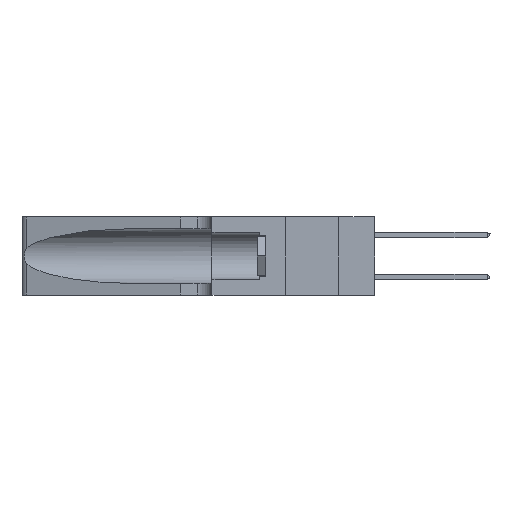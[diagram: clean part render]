
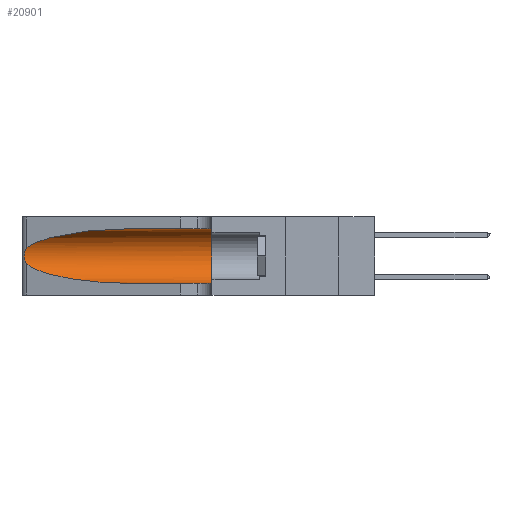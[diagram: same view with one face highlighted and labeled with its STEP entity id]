
A CAD part, left-side view. The second image highlights one B-rep face of the part: STEP entity #20901.
In plain terms, the highlighted cylindrical face has radius 3.308 mm (diameter 6.617 mm), a partial arc.
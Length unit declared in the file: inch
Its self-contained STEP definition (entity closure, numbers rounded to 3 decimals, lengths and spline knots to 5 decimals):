
#1115 = VERTEX_POINT ( 'NONE', #23083 ) ;
#1829 = EDGE_CURVE ( 'NONE', #44065, #4022, #24553, .T. ) ;
#2365 = CARTESIAN_POINT ( 'NONE',  ( 0.25487, 1.22718, 0.22369 ) ) ;
#3938 = CARTESIAN_POINT ( 'NONE',  ( 0.1305, 0.72297, 0.05475 ) ) ;
#4022 = VERTEX_POINT ( 'NONE', #21591 ) ;
#4596 = DIRECTION ( 'NONE',  ( 0., -1., 0. ) ) ;
#4824 = LINE ( 'NONE', #35470, #40276 ) ;
#6598 = EDGE_CURVE ( 'NONE', #11529, #26176, #20675, .T. ) ;
#7548 = AXIS2_PLACEMENT_3D ( 'NONE', #11548, #31826, #25698 ) ;
#8626 = CARTESIAN_POINT ( 'NONE',  ( 0.1305, 0.72297, 0.31525 ) ) ;
#8799 = CARTESIAN_POINT ( 'NONE',  ( 0.1305, 0.72297, 0.05475 ) ) ;
#11277 = ORIENTED_EDGE ( 'NONE', *, *, #39732, .T. ) ;
#11529 = VERTEX_POINT ( 'NONE', #28673 ) ;
#11548 = CARTESIAN_POINT ( 'NONE',  ( 0.1305, 1.61858, 0.185 ) ) ;
#12527 = DIRECTION ( 'NONE',  ( 0., 1., 0. ) ) ;
#12626 = CARTESIAN_POINT ( 'NONE',  ( 0.25487, 1.22718, 0.14631 ) ) ;
#13941 = ORIENTED_EDGE ( 'NONE', *, *, #37378, .T. ) ;
#14468 = ORIENTED_EDGE ( 'NONE', *, *, #6598, .T. ) ;
#15059 = CARTESIAN_POINT ( 'NONE',  ( 0.25555, 1.22994, 0.2215 ) ) ;
#15662 = CARTESIAN_POINT ( 'NONE',  ( 0.25639, 1.23186, 0.15144 ) ) ;
#16650 = ORIENTED_EDGE ( 'NONE', *, *, #1829, .T. ) ;
#16758 = VERTEX_POINT ( 'NONE', #35676 ) ;
#19395 = CARTESIAN_POINT ( 'NONE',  ( 0.26018, 1.23835, 0.19895 ) ) ;
#19523 = FACE_OUTER_BOUND ( 'NONE', #24875, .T. ) ;
#19539 = CARTESIAN_POINT ( 'NONE',  ( 0.25789, 1.23486, 0.15765 ) ) ;
#20523 = ORIENTED_EDGE ( 'NONE', *, *, #22548, .F. ) ;
#20675 =( BOUNDED_CURVE ( )  B_SPLINE_CURVE ( 3, ( #29728, #26543, #36084, #8799 ),
 .UNSPECIFIED., .F., .F. ) 
 B_SPLINE_CURVE_WITH_KNOTS ( ( 4, 4 ),
 ( 3.44316, 4.71239 ),
 .UNSPECIFIED. ) 
 CURVE ( )  GEOMETRIC_REPRESENTATION_ITEM ( )  RATIONAL_B_SPLINE_CURVE ( ( 1., 0.87, 0.87, 1. ) ) 
 REPRESENTATION_ITEM ( '' )  );
#20901 = ADVANCED_FACE ( 'NONE', ( #19523 ), #30820, .F. ) ;
#21077 = AXIS2_PLACEMENT_3D ( 'NONE', #22771, #12527, #39867 ) ;
#21591 = CARTESIAN_POINT ( 'NONE',  ( 0.25487, 1.22718, 0.22369 ) ) ;
#21789 = CARTESIAN_POINT ( 'NONE',  ( 0.25487, 1.22718, 0.22369 ) ) ;
#22548 = EDGE_CURVE ( 'NONE', #44065, #16758, #26363, .T. ) ;
#22771 = CARTESIAN_POINT ( 'NONE',  ( 0.1305, 0.35, 0.185 ) ) ;
#22877 = CARTESIAN_POINT ( 'NONE',  ( 0.25856, 1.23593, 0.16098 ) ) ;
#23083 = CARTESIAN_POINT ( 'NONE',  ( 0.1305, 0.35, 0.05475 ) ) ;
#24553 =( BOUNDED_CURVE ( )  B_SPLINE_CURVE ( 3, ( #8626, #28968, #36211, #2365 ),
 .UNSPECIFIED., .F., .F. ) 
 B_SPLINE_CURVE_WITH_KNOTS ( ( 4, 4 ),
 ( 1.5708, 2.84003 ),
 .UNSPECIFIED. ) 
 CURVE ( )  GEOMETRIC_REPRESENTATION_ITEM ( )  RATIONAL_B_SPLINE_CURVE ( ( 1., 0.87, 0.87, 1. ) ) 
 REPRESENTATION_ITEM ( '' )  );
#24875 = EDGE_LOOP ( 'NONE', ( #16650, #11277, #14468, #13941, #44198, #20523 ) ) ;
#25698 = DIRECTION ( 'NONE',  ( 0., 0., -1. ) ) ;
#26176 = VERTEX_POINT ( 'NONE', #3938 ) ;
#26363 = LINE ( 'NONE', #39349, #28519 ) ;
#26543 = CARTESIAN_POINT ( 'NONE',  ( 0.2373, 1.15595, 0.08982 ) ) ;
#28519 = VECTOR ( 'NONE', #42699, 39.37008 ) ;
#28673 = CARTESIAN_POINT ( 'NONE',  ( 0.25487, 1.22718, 0.14631 ) ) ;
#28968 = CARTESIAN_POINT ( 'NONE',  ( 0.18966, 0.96281, 0.31525 ) ) ;
#29728 = CARTESIAN_POINT ( 'NONE',  ( 0.25487, 1.22718, 0.14631 ) ) ;
#30820 = CYLINDRICAL_SURFACE ( 'NONE', #7548, 0.13025 ) ;
#31826 = DIRECTION ( 'NONE',  ( 0., -1., 0. ) ) ;
#33204 = CARTESIAN_POINT ( 'NONE',  ( 0.26075, 1.23896, 0.19203 ) ) ;
#33298 = EDGE_CURVE ( 'NONE', #16758, #1115, #42754, .T. ) ;
#35470 = CARTESIAN_POINT ( 'NONE',  ( 0.1305, 1.61858, 0.05475 ) ) ;
#35676 = CARTESIAN_POINT ( 'NONE',  ( 0.1305, 0.35, 0.31525 ) ) ;
#36016 = CARTESIAN_POINT ( 'NONE',  ( 0.25639, 1.23184, 0.21858 ) ) ;
#36084 = CARTESIAN_POINT ( 'NONE',  ( 0.18966, 0.96281, 0.05475 ) ) ;
#36211 = CARTESIAN_POINT ( 'NONE',  ( 0.2373, 1.15595, 0.28018 ) ) ;
#36453 = CARTESIAN_POINT ( 'NONE',  ( 0.26017, 1.23833, 0.17102 ) ) ;
#37247 = CARTESIAN_POINT ( 'NONE',  ( 0.1305, 0.72297, 0.31525 ) ) ;
#37378 = EDGE_CURVE ( 'NONE', #26176, #1115, #4824, .T. ) ;
#37434 = B_SPLINE_CURVE_WITH_KNOTS ( 'NONE', 3,
 ( #21789, #15059, #36016, #43005, #43447, #19395, #33204, #43595, #36453, #22877, #19539, #15662, #39967, #12626 ),
 .UNSPECIFIED., .F., .F.,
 ( 4, 2, 2, 2, 2, 2, 4 ),
 ( 0., 0.00027, 0.00053, 0.00107, 0.0016, 0.00187, 0.00214 ),
 .UNSPECIFIED. ) ;
#39349 = CARTESIAN_POINT ( 'NONE',  ( 0.1305, 1.61858, 0.31525 ) ) ;
#39732 = EDGE_CURVE ( 'NONE', #4022, #11529, #37434, .T. ) ;
#39867 = DIRECTION ( 'NONE',  ( 0., 0., 1. ) ) ;
#39967 = CARTESIAN_POINT ( 'NONE',  ( 0.25555, 1.22993, 0.14849 ) ) ;
#40276 = VECTOR ( 'NONE', #4596, 39.37008 ) ;
#42699 = DIRECTION ( 'NONE',  ( 0., -1., 0. ) ) ;
#42754 = CIRCLE ( 'NONE', #21077, 0.13025 ) ;
#43005 = CARTESIAN_POINT ( 'NONE',  ( 0.25787, 1.23484, 0.2124 ) ) ;
#43447 = CARTESIAN_POINT ( 'NONE',  ( 0.25854, 1.2359, 0.20912 ) ) ;
#43595 = CARTESIAN_POINT ( 'NONE',  ( 0.26075, 1.23896, 0.178 ) ) ;
#44065 = VERTEX_POINT ( 'NONE', #37247 ) ;
#44198 = ORIENTED_EDGE ( 'NONE', *, *, #33298, .F. ) ;
